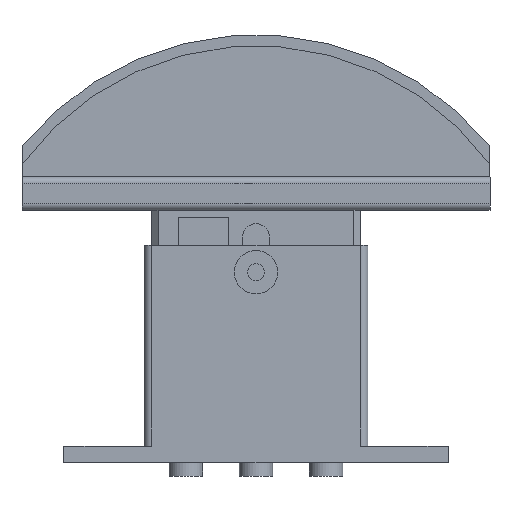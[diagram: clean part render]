
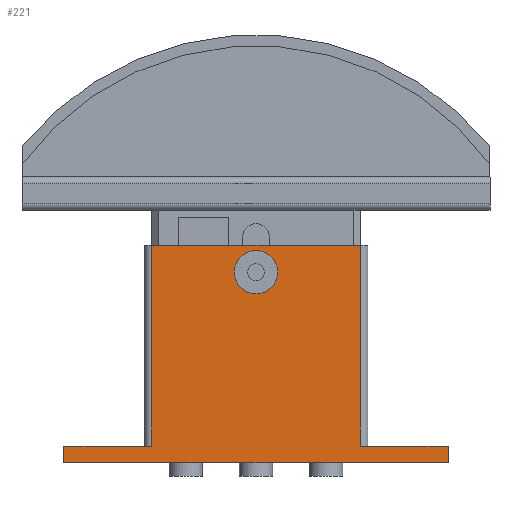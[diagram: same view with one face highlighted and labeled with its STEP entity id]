
A CAD part, front view. The second image highlights one B-rep face of the part: STEP entity #221.
In plain terms, the highlighted planar face has unit normal (0, -1, 0).
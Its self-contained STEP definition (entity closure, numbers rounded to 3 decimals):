
#221=ADVANCED_FACE('',(#514,#515),#516,.T.);
#514=FACE_BOUND('',#890,.T.);
#515=FACE_OUTER_BOUND('',#891,.T.);
#516=PLANE('',#892);
#890=EDGE_LOOP('',(#1433,#1434));
#891=EDGE_LOOP('',(#1435,#1436,#1437,#1438,#1439,#1440,#1441,#1442));
#892=AXIS2_PLACEMENT_3D('',#1443,#1444,#1445);
#1433=ORIENTED_EDGE('',*,*,#2214,.T.);
#1434=ORIENTED_EDGE('',*,*,#2173,.T.);
#1435=ORIENTED_EDGE('',*,*,#2285,.T.);
#1436=ORIENTED_EDGE('',*,*,#2279,.T.);
#1437=ORIENTED_EDGE('',*,*,#2282,.T.);
#1438=ORIENTED_EDGE('',*,*,#2259,.F.);
#1439=ORIENTED_EDGE('',*,*,#2289,.T.);
#1440=ORIENTED_EDGE('',*,*,#2290,.F.);
#1441=ORIENTED_EDGE('',*,*,#2291,.T.);
#1442=ORIENTED_EDGE('',*,*,#2292,.T.);
#1443=CARTESIAN_POINT('',(-28.75,-17.5,0.0));
#1444=DIRECTION('',(0.0,-1.0,0.0));
#1445=DIRECTION('',(1.0,0.0,0.0));
#2173=EDGE_CURVE('',#2588,#2585,#2589,.T.);
#2214=EDGE_CURVE('',#2585,#2588,#2647,.T.);
#2259=EDGE_CURVE('',#2710,#2705,#2712,.T.);
#2279=EDGE_CURVE('',#2743,#2741,#2744,.T.);
#2282=EDGE_CURVE('',#2741,#2705,#2747,.T.);
#2285=EDGE_CURVE('',#2750,#2743,#2751,.T.);
#2289=EDGE_CURVE('',#2710,#2756,#2757,.T.);
#2290=EDGE_CURVE('',#2758,#2756,#2759,.T.);
#2291=EDGE_CURVE('',#2758,#2760,#2761,.T.);
#2292=EDGE_CURVE('',#2760,#2750,#2762,.T.);
#2585=VERTEX_POINT('',#3182);
#2588=VERTEX_POINT('',#3186);
#2589=CIRCLE('',#3187,6.5);
#2647=CIRCLE('',#3254,6.5);
#2705=VERTEX_POINT('',#3328);
#2710=VERTEX_POINT('',#3334);
#2712=LINE('',#3336,#3337);
#2741=VERTEX_POINT('',#3375);
#2743=VERTEX_POINT('',#3377);
#2744=LINE('',#3378,#3379);
#2747=LINE('',#3382,#3383);
#2750=VERTEX_POINT('',#3387);
#2751=LINE('',#3388,#3389);
#2756=VERTEX_POINT('',#3396);
#2757=LINE('',#3397,#3398);
#2758=VERTEX_POINT('',#3399);
#2759=LINE('',#3400,#3401);
#2760=VERTEX_POINT('',#3402);
#2761=LINE('',#3403,#3404);
#2762=LINE('',#3405,#3406);
#3182=CARTESIAN_POINT('',(6.5,-17.5,57.0));
#3186=CARTESIAN_POINT('',(-6.5,-17.5,57.0));
#3187=AXIS2_PLACEMENT_3D('',#3987,#3988,#3989);
#3254=AXIS2_PLACEMENT_3D('',#4053,#4054,#4055);
#3328=CARTESIAN_POINT('',(-31.2,-17.5,65.0));
#3334=CARTESIAN_POINT('',(-31.2,-17.5,5.0));
#3336=CARTESIAN_POINT('',(-31.2,-17.5,5.0));
#3337=VECTOR('',#4115,1.0);
#3375=CARTESIAN_POINT('',(31.2,-17.5,65.0));
#3377=CARTESIAN_POINT('',(31.2,-17.5,5.0));
#3378=CARTESIAN_POINT('',(31.2,-17.5,5.0));
#3379=VECTOR('',#4140,1.0);
#3382=CARTESIAN_POINT('',(0.0,-17.5,65.0));
#3383=VECTOR('',#4144,1.0);
#3387=CARTESIAN_POINT('',(57.5,-17.5,5.0));
#3388=CARTESIAN_POINT('',(0.0,-17.5,5.0));
#3389=VECTOR('',#4146,1.0);
#3396=CARTESIAN_POINT('',(-57.5,-17.5,5.0));
#3397=CARTESIAN_POINT('',(0.0,-17.5,5.0));
#3398=VECTOR('',#4149,1.0);
#3399=CARTESIAN_POINT('',(-57.5,-17.5,0.0));
#3400=CARTESIAN_POINT('',(-57.5,-17.5,0.0));
#3401=VECTOR('',#4150,1.0);
#3402=CARTESIAN_POINT('',(57.5,-17.5,0.0));
#3403=CARTESIAN_POINT('',(0.0,-17.5,0.0));
#3404=VECTOR('',#4151,1.0);
#3405=CARTESIAN_POINT('',(57.5,-17.5,0.0));
#3406=VECTOR('',#4152,1.0);
#3987=CARTESIAN_POINT('',(0.0,-17.5,57.0));
#3988=DIRECTION('',(-0.0,1.0,0.0));
#3989=DIRECTION('',(1.0,0.0,0.0));
#4053=CARTESIAN_POINT('',(0.0,-17.5,57.0));
#4054=DIRECTION('',(-0.0,1.0,0.0));
#4055=DIRECTION('',(1.0,0.0,0.0));
#4115=DIRECTION('',(0.0,0.0,1.0));
#4140=DIRECTION('',(0.0,0.0,1.0));
#4144=DIRECTION('',(-1.0,-0.0,-0.0));
#4146=DIRECTION('',(-1.0,-0.0,-0.0));
#4149=DIRECTION('',(-1.0,-0.0,-0.0));
#4150=DIRECTION('',(0.0,0.0,1.0));
#4151=DIRECTION('',(1.0,0.0,0.0));
#4152=DIRECTION('',(0.0,0.0,1.0));
